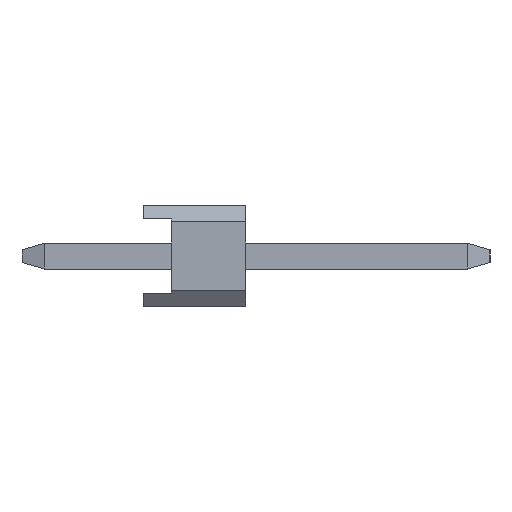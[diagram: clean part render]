
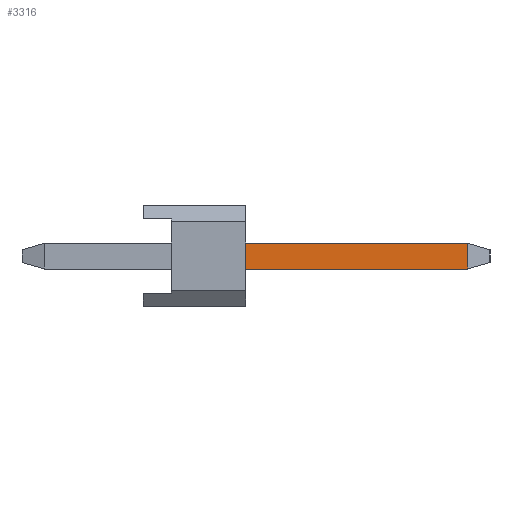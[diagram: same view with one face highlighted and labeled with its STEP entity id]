
A CAD part, left-side view. The second image highlights one B-rep face of the part: STEP entity #3316.
In plain terms, the highlighted planar face has unit normal (-1, 0, 0).
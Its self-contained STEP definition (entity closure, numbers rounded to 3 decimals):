
#1524=EDGE_CURVE('',#3154,#3008,#4309,.T.);
#1822=EDGE_CURVE('',#3322,#3154,#4637,.T.);
#2696=EDGE_CURVE('',#3224,#3322,#5600,.T.);
#3008=VERTEX_POINT('',#5931);
#3154=VERTEX_POINT('',#6101);
#3224=VERTEX_POINT('',#6180);
#3316=ADVANCED_FACE('',(#6289),#6290,.T.);
#3322=VERTEX_POINT('',#6296);
#3348=EDGE_CURVE('',#3008,#3224,#6324,.T.);
#4309=LINE('',#7411,#7412);
#4637=LINE('',#7881,#7882);
#5600=LINE('',#9268,#9269);
#5931=CARTESIAN_POINT('',(-10.48,-2.54,-0.32));
#6101=CARTESIAN_POINT('',(-10.48,-8.054,-0.32));
#6180=CARTESIAN_POINT('',(-10.48,-2.54,0.32));
#6289=FACE_OUTER_BOUND('',#10250,.T.);
#6290=PLANE('',#10251);
#6296=CARTESIAN_POINT('',(-10.48,-8.054,0.32));
#6324=LINE('',#10302,#10303);
#7411=CARTESIAN_POINT('',(-10.48,2.454,-0.32));
#7412=VECTOR('',#11773,1.0);
#7881=CARTESIAN_POINT('',(-10.48,-8.054,0.5));
#7882=VECTOR('',#12098,1.0);
#9268=CARTESIAN_POINT('',(-10.48,-2.8,0.32));
#9269=VECTOR('',#13046,1.0);
#10250=EDGE_LOOP('',(#13788,#13789,#13790,#13791));
#10251=AXIS2_PLACEMENT_3D('',#13792,#13793,#13794);
#10302=CARTESIAN_POINT('',(-10.48,-2.54,0.252));
#10303=VECTOR('',#13819,1.0);
#11773=DIRECTION('',(0.,1.0,0.));
#12098=DIRECTION('',(0.0,0.,-1.0));
#13046=DIRECTION('',(0.,-1.0,0.));
#13788=ORIENTED_EDGE('',*,*,#3348,.F.);
#13789=ORIENTED_EDGE('',*,*,#1524,.F.);
#13790=ORIENTED_EDGE('',*,*,#1822,.F.);
#13791=ORIENTED_EDGE('',*,*,#2696,.F.);
#13792=CARTESIAN_POINT('',(-10.48,2.454,0.5));
#13793=DIRECTION('',(-1.0,0.,0.));
#13794=DIRECTION('',(0.,1.0,0.));
#13819=DIRECTION('',(0.,0.,1.0));
